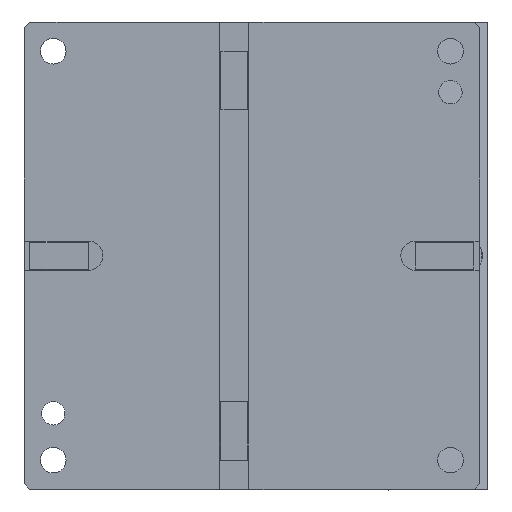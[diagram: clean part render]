
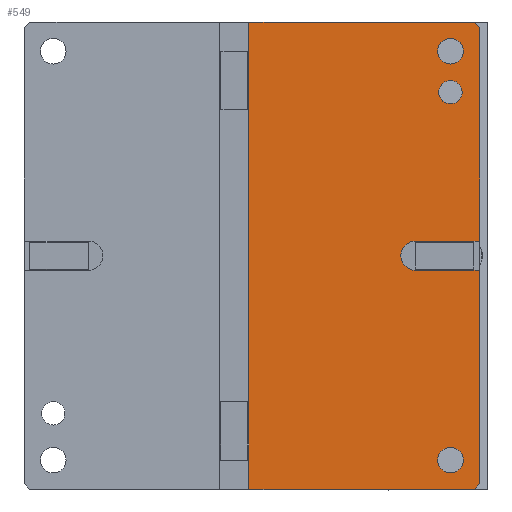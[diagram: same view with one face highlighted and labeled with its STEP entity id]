
A CAD part, top view. The second image highlights one B-rep face of the part: STEP entity #549.
In plain terms, the highlighted planar face has unit normal (0, 0, 1).
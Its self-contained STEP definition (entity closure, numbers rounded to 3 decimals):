
#57=CARTESIAN_POINT('Line Origine',(384.5,12.5,0.)) ;
#61=CARTESIAN_POINT('Vertex',(384.,12.5,0.)) ;
#63=CARTESIAN_POINT('Vertex',(385.,12.5,0.)) ;
#66=CARTESIAN_POINT('Line Origine',(360.,12.5,0.)) ;
#70=CARTESIAN_POINT('Vertex',(336.,12.5,0.)) ;
#73=CARTESIAN_POINT('Line Origine',(335.5,12.5,0.)) ;
#77=CARTESIAN_POINT('Vertex',(335.,12.5,0.)) ;
#237=CARTESIAN_POINT('Vertex',(335.,-12.5,0.)) ;
#272=CARTESIAN_POINT('Vertex',(322.5,0.,0.)) ;
#275=CARTESIAN_POINT('Axis2P3D Location',(335.,0.,0.)) ;
#313=CARTESIAN_POINT('Axis2P3D Location',(335.,0.,0.)) ;
#325=CARTESIAN_POINT('Axis2P3D Location',(0.,200.,0.)) ;
#330=CARTESIAN_POINT('Line Origine',(192.5,174.5,0.)) ;
#334=CARTESIAN_POINT('Vertex',(192.5,174.,0.)) ;
#336=CARTESIAN_POINT('Vertex',(192.5,175.,0.)) ;
#339=CARTESIAN_POINT('Line Origine',(192.5,150.,0.)) ;
#343=CARTESIAN_POINT('Vertex',(192.5,126.,0.)) ;
#346=CARTESIAN_POINT('Line Origine',(192.5,125.5,0.)) ;
#350=CARTESIAN_POINT('Vertex',(192.5,125.,0.)) ;
#353=CARTESIAN_POINT('Line Origine',(192.5,0.,0.)) ;
#357=CARTESIAN_POINT('Vertex',(192.5,-125.,0.)) ;
#360=CARTESIAN_POINT('Line Origine',(192.5,-125.5,0.)) ;
#364=CARTESIAN_POINT('Vertex',(192.5,-126.,0.)) ;
#367=CARTESIAN_POINT('Line Origine',(192.5,-150.,0.)) ;
#371=CARTESIAN_POINT('Vertex',(192.5,-174.,0.)) ;
#374=CARTESIAN_POINT('Line Origine',(192.5,-174.5,0.)) ;
#378=CARTESIAN_POINT('Vertex',(192.5,-175.,0.)) ;
#381=CARTESIAN_POINT('Line Origine',(192.5,-187.5,0.)) ;
#385=CARTESIAN_POINT('Vertex',(192.5,-200.,0.)) ;
#388=CARTESIAN_POINT('Line Origine',(288.75,-200.,0.)) ;
#392=CARTESIAN_POINT('Vertex',(385.,-200.,0.)) ;
#395=CARTESIAN_POINT('Line Origine',(387.5,-197.5,0.)) ;
#399=CARTESIAN_POINT('Vertex',(390.,-195.,0.)) ;
#402=CARTESIAN_POINT('Line Origine',(390.,-103.75,0.)) ;
#406=CARTESIAN_POINT('Vertex',(390.,-12.5,0.)) ;
#409=CARTESIAN_POINT('Line Origine',(387.5,-12.5,0.)) ;
#413=CARTESIAN_POINT('Vertex',(385.,-12.5,0.)) ;
#416=CARTESIAN_POINT('Line Origine',(384.5,-12.5,0.)) ;
#420=CARTESIAN_POINT('Vertex',(384.,-12.5,0.)) ;
#423=CARTESIAN_POINT('Line Origine',(360.,-12.5,0.)) ;
#427=CARTESIAN_POINT('Vertex',(336.,-12.5,0.)) ;
#430=CARTESIAN_POINT('Line Origine',(335.5,-12.5,0.)) ;
#435=CARTESIAN_POINT('Line Origine',(387.5,12.5,0.)) ;
#439=CARTESIAN_POINT('Vertex',(390.,12.5,0.)) ;
#442=CARTESIAN_POINT('Line Origine',(390.,103.75,0.)) ;
#446=CARTESIAN_POINT('Vertex',(390.,195.,0.)) ;
#449=CARTESIAN_POINT('Line Origine',(387.5,197.5,0.)) ;
#453=CARTESIAN_POINT('Vertex',(385.,200.,0.)) ;
#456=CARTESIAN_POINT('Line Origine',(288.75,200.,0.)) ;
#460=CARTESIAN_POINT('Vertex',(192.5,200.,0.)) ;
#463=CARTESIAN_POINT('Line Origine',(192.5,187.5,0.)) ;
#495=CARTESIAN_POINT('Axis2P3D Location',(365.,-175.,0.)) ;
#499=CARTESIAN_POINT('Vertex',(376.,-175.,0.)) ;
#501=CARTESIAN_POINT('Vertex',(354.,-175.,0.)) ;
#504=CARTESIAN_POINT('Axis2P3D Location',(365.,-175.,0.)) ;
#513=CARTESIAN_POINT('Axis2P3D Location',(365.,175.,0.)) ;
#517=CARTESIAN_POINT('Vertex',(376.,175.,0.)) ;
#519=CARTESIAN_POINT('Vertex',(354.,175.,0.)) ;
#522=CARTESIAN_POINT('Axis2P3D Location',(365.,175.,0.)) ;
#531=CARTESIAN_POINT('Axis2P3D Location',(365.,140.,0.)) ;
#535=CARTESIAN_POINT('Vertex',(375.,140.,0.)) ;
#537=CARTESIAN_POINT('Vertex',(355.,140.,0.)) ;
#540=CARTESIAN_POINT('Axis2P3D Location',(365.,140.,0.)) ;
#58=DIRECTION('Vector Direction',(-1.,0.,0.)) ;
#67=DIRECTION('Vector Direction',(-1.,0.,0.)) ;
#74=DIRECTION('Vector Direction',(-1.,0.,0.)) ;
#276=DIRECTION('Axis2P3D Direction',(0.,0.,1.)) ;
#314=DIRECTION('Axis2P3D Direction',(0.,0.,1.)) ;
#326=DIRECTION('Axis2P3D Direction',(0.,0.,-1.)) ;
#327=DIRECTION('Axis2P3D XDirection',(-1.,0.,0.)) ;
#331=DIRECTION('Vector Direction',(0.,1.,0.)) ;
#340=DIRECTION('Vector Direction',(0.,1.,0.)) ;
#347=DIRECTION('Vector Direction',(0.,1.,0.)) ;
#354=DIRECTION('Vector Direction',(0.,1.,0.)) ;
#361=DIRECTION('Vector Direction',(0.,1.,0.)) ;
#368=DIRECTION('Vector Direction',(0.,1.,0.)) ;
#375=DIRECTION('Vector Direction',(0.,1.,0.)) ;
#382=DIRECTION('Vector Direction',(0.,1.,0.)) ;
#389=DIRECTION('Vector Direction',(1.,0.,0.)) ;
#396=DIRECTION('Vector Direction',(0.707,0.707,0.)) ;
#403=DIRECTION('Vector Direction',(0.,1.,0.)) ;
#410=DIRECTION('Vector Direction',(-1.,0.,0.)) ;
#417=DIRECTION('Vector Direction',(-1.,0.,0.)) ;
#424=DIRECTION('Vector Direction',(1.,0.,0.)) ;
#431=DIRECTION('Vector Direction',(1.,0.,0.)) ;
#436=DIRECTION('Vector Direction',(1.,0.,0.)) ;
#443=DIRECTION('Vector Direction',(0.,1.,0.)) ;
#450=DIRECTION('Vector Direction',(0.707,-0.707,0.)) ;
#457=DIRECTION('Vector Direction',(1.,0.,0.)) ;
#464=DIRECTION('Vector Direction',(0.,1.,0.)) ;
#496=DIRECTION('Axis2P3D Direction',(0.,0.,-1.)) ;
#505=DIRECTION('Axis2P3D Direction',(0.,0.,-1.)) ;
#514=DIRECTION('Axis2P3D Direction',(0.,0.,-1.)) ;
#523=DIRECTION('Axis2P3D Direction',(0.,0.,-1.)) ;
#532=DIRECTION('Axis2P3D Direction',(0.,0.,-1.)) ;
#541=DIRECTION('Axis2P3D Direction',(0.,0.,-1.)) ;
#277=AXIS2_PLACEMENT_3D('Circle Axis2P3D',#275,#276,$) ;
#315=AXIS2_PLACEMENT_3D('Circle Axis2P3D',#313,#314,$) ;
#328=AXIS2_PLACEMENT_3D('Plane Axis2P3D',#325,#326,#327) ;
#497=AXIS2_PLACEMENT_3D('Circle Axis2P3D',#495,#496,$) ;
#506=AXIS2_PLACEMENT_3D('Circle Axis2P3D',#504,#505,$) ;
#515=AXIS2_PLACEMENT_3D('Circle Axis2P3D',#513,#514,$) ;
#524=AXIS2_PLACEMENT_3D('Circle Axis2P3D',#522,#523,$) ;
#533=AXIS2_PLACEMENT_3D('Circle Axis2P3D',#531,#532,$) ;
#542=AXIS2_PLACEMENT_3D('Circle Axis2P3D',#540,#541,$) ;
#469=ORIENTED_EDGE('',*,*,#338,.F.) ;
#470=ORIENTED_EDGE('',*,*,#345,.F.) ;
#471=ORIENTED_EDGE('',*,*,#352,.F.) ;
#472=ORIENTED_EDGE('',*,*,#359,.F.) ;
#473=ORIENTED_EDGE('',*,*,#366,.F.) ;
#474=ORIENTED_EDGE('',*,*,#373,.F.) ;
#475=ORIENTED_EDGE('',*,*,#380,.F.) ;
#476=ORIENTED_EDGE('',*,*,#387,.F.) ;
#477=ORIENTED_EDGE('',*,*,#394,.T.) ;
#478=ORIENTED_EDGE('',*,*,#401,.T.) ;
#479=ORIENTED_EDGE('',*,*,#408,.T.) ;
#480=ORIENTED_EDGE('',*,*,#415,.T.) ;
#481=ORIENTED_EDGE('',*,*,#422,.T.) ;
#482=ORIENTED_EDGE('',*,*,#429,.F.) ;
#483=ORIENTED_EDGE('',*,*,#434,.F.) ;
#484=ORIENTED_EDGE('',*,*,#279,.F.) ;
#485=ORIENTED_EDGE('',*,*,#317,.F.) ;
#486=ORIENTED_EDGE('',*,*,#79,.F.) ;
#487=ORIENTED_EDGE('',*,*,#72,.F.) ;
#488=ORIENTED_EDGE('',*,*,#65,.T.) ;
#489=ORIENTED_EDGE('',*,*,#441,.T.) ;
#490=ORIENTED_EDGE('',*,*,#448,.T.) ;
#491=ORIENTED_EDGE('',*,*,#455,.F.) ;
#492=ORIENTED_EDGE('',*,*,#462,.F.) ;
#493=ORIENTED_EDGE('',*,*,#467,.F.) ;
#510=ORIENTED_EDGE('',*,*,#503,.T.) ;
#511=ORIENTED_EDGE('',*,*,#508,.T.) ;
#528=ORIENTED_EDGE('',*,*,#521,.T.) ;
#529=ORIENTED_EDGE('',*,*,#526,.T.) ;
#546=ORIENTED_EDGE('',*,*,#539,.T.) ;
#547=ORIENTED_EDGE('',*,*,#544,.T.) ;
#512=FACE_BOUND('',#509,.T.) ;
#530=FACE_BOUND('',#527,.T.) ;
#548=FACE_BOUND('',#545,.T.) ;
#59=VECTOR('Line Direction',#58,1.) ;
#68=VECTOR('Line Direction',#67,1.) ;
#75=VECTOR('Line Direction',#74,1.) ;
#332=VECTOR('Line Direction',#331,1.) ;
#341=VECTOR('Line Direction',#340,1.) ;
#348=VECTOR('Line Direction',#347,1.) ;
#355=VECTOR('Line Direction',#354,1.) ;
#362=VECTOR('Line Direction',#361,1.) ;
#369=VECTOR('Line Direction',#368,1.) ;
#376=VECTOR('Line Direction',#375,1.) ;
#383=VECTOR('Line Direction',#382,1.) ;
#390=VECTOR('Line Direction',#389,1.) ;
#397=VECTOR('Line Direction',#396,1.) ;
#404=VECTOR('Line Direction',#403,1.) ;
#411=VECTOR('Line Direction',#410,1.) ;
#418=VECTOR('Line Direction',#417,1.) ;
#425=VECTOR('Line Direction',#424,1.) ;
#432=VECTOR('Line Direction',#431,1.) ;
#437=VECTOR('Line Direction',#436,1.) ;
#444=VECTOR('Line Direction',#443,1.) ;
#451=VECTOR('Line Direction',#450,1.) ;
#458=VECTOR('Line Direction',#457,1.) ;
#465=VECTOR('Line Direction',#464,1.) ;
#549=ADVANCED_FACE('CAM HOLDER',(#494,#512,#530,#548),#329,.F.) ;
#278=CIRCLE('generated circle',#277,12.5) ;
#316=CIRCLE('generated circle',#315,12.5) ;
#498=CIRCLE('generated circle',#497,11.) ;
#507=CIRCLE('generated circle',#506,11.) ;
#516=CIRCLE('generated circle',#515,11.) ;
#525=CIRCLE('generated circle',#524,11.) ;
#534=CIRCLE('generated circle',#533,10.) ;
#543=CIRCLE('generated circle',#542,10.) ;
#65=EDGE_CURVE('',#62,#64,#60,.F.) ;
#72=EDGE_CURVE('',#62,#71,#69,.T.) ;
#79=EDGE_CURVE('',#71,#78,#76,.T.) ;
#279=EDGE_CURVE('',#273,#238,#278,.T.) ;
#317=EDGE_CURVE('',#78,#273,#316,.T.) ;
#338=EDGE_CURVE('',#335,#337,#333,.T.) ;
#345=EDGE_CURVE('',#344,#335,#342,.T.) ;
#352=EDGE_CURVE('',#351,#344,#349,.T.) ;
#359=EDGE_CURVE('',#358,#351,#356,.T.) ;
#366=EDGE_CURVE('',#365,#358,#363,.T.) ;
#373=EDGE_CURVE('',#372,#365,#370,.T.) ;
#380=EDGE_CURVE('',#379,#372,#377,.T.) ;
#387=EDGE_CURVE('',#386,#379,#384,.T.) ;
#394=EDGE_CURVE('',#386,#393,#391,.T.) ;
#401=EDGE_CURVE('',#393,#400,#398,.T.) ;
#408=EDGE_CURVE('',#400,#407,#405,.T.) ;
#415=EDGE_CURVE('',#407,#414,#412,.T.) ;
#422=EDGE_CURVE('',#414,#421,#419,.T.) ;
#429=EDGE_CURVE('',#428,#421,#426,.T.) ;
#434=EDGE_CURVE('',#238,#428,#433,.T.) ;
#441=EDGE_CURVE('',#64,#440,#438,.T.) ;
#448=EDGE_CURVE('',#440,#447,#445,.T.) ;
#455=EDGE_CURVE('',#454,#447,#452,.T.) ;
#462=EDGE_CURVE('',#461,#454,#459,.T.) ;
#467=EDGE_CURVE('',#337,#461,#466,.T.) ;
#503=EDGE_CURVE('',#500,#502,#498,.T.) ;
#508=EDGE_CURVE('',#502,#500,#507,.T.) ;
#521=EDGE_CURVE('',#518,#520,#516,.T.) ;
#526=EDGE_CURVE('',#520,#518,#525,.T.) ;
#539=EDGE_CURVE('',#536,#538,#534,.T.) ;
#544=EDGE_CURVE('',#538,#536,#543,.T.) ;
#468=EDGE_LOOP('',(#469,#470,#471,#472,#473,#474,#475,#476,#477,#478,#479,#480,#481,#482,#483,#484,#485,#486,#487,#488,#489,#490,#491,#492,#493)) ;
#509=EDGE_LOOP('',(#510,#511)) ;
#527=EDGE_LOOP('',(#528,#529)) ;
#545=EDGE_LOOP('',(#546,#547)) ;
#494=FACE_OUTER_BOUND('',#468,.T.) ;
#60=LINE('Line',#57,#59) ;
#69=LINE('Line',#66,#68) ;
#76=LINE('Line',#73,#75) ;
#333=LINE('Line',#330,#332) ;
#342=LINE('Line',#339,#341) ;
#349=LINE('Line',#346,#348) ;
#356=LINE('Line',#353,#355) ;
#363=LINE('Line',#360,#362) ;
#370=LINE('Line',#367,#369) ;
#377=LINE('Line',#374,#376) ;
#384=LINE('Line',#381,#383) ;
#391=LINE('Line',#388,#390) ;
#398=LINE('Line',#395,#397) ;
#405=LINE('Line',#402,#404) ;
#412=LINE('Line',#409,#411) ;
#419=LINE('Line',#416,#418) ;
#426=LINE('Line',#423,#425) ;
#433=LINE('Line',#430,#432) ;
#438=LINE('Line',#435,#437) ;
#445=LINE('Line',#442,#444) ;
#452=LINE('Line',#449,#451) ;
#459=LINE('Line',#456,#458) ;
#466=LINE('Line',#463,#465) ;
#329=PLANE('Plane',#328) ;
#62=VERTEX_POINT('',#61) ;
#64=VERTEX_POINT('',#63) ;
#71=VERTEX_POINT('',#70) ;
#78=VERTEX_POINT('',#77) ;
#238=VERTEX_POINT('',#237) ;
#273=VERTEX_POINT('',#272) ;
#335=VERTEX_POINT('',#334) ;
#337=VERTEX_POINT('',#336) ;
#344=VERTEX_POINT('',#343) ;
#351=VERTEX_POINT('',#350) ;
#358=VERTEX_POINT('',#357) ;
#365=VERTEX_POINT('',#364) ;
#372=VERTEX_POINT('',#371) ;
#379=VERTEX_POINT('',#378) ;
#386=VERTEX_POINT('',#385) ;
#393=VERTEX_POINT('',#392) ;
#400=VERTEX_POINT('',#399) ;
#407=VERTEX_POINT('',#406) ;
#414=VERTEX_POINT('',#413) ;
#421=VERTEX_POINT('',#420) ;
#428=VERTEX_POINT('',#427) ;
#440=VERTEX_POINT('',#439) ;
#447=VERTEX_POINT('',#446) ;
#454=VERTEX_POINT('',#453) ;
#461=VERTEX_POINT('',#460) ;
#500=VERTEX_POINT('',#499) ;
#502=VERTEX_POINT('',#501) ;
#518=VERTEX_POINT('',#517) ;
#520=VERTEX_POINT('',#519) ;
#536=VERTEX_POINT('',#535) ;
#538=VERTEX_POINT('',#537) ;
